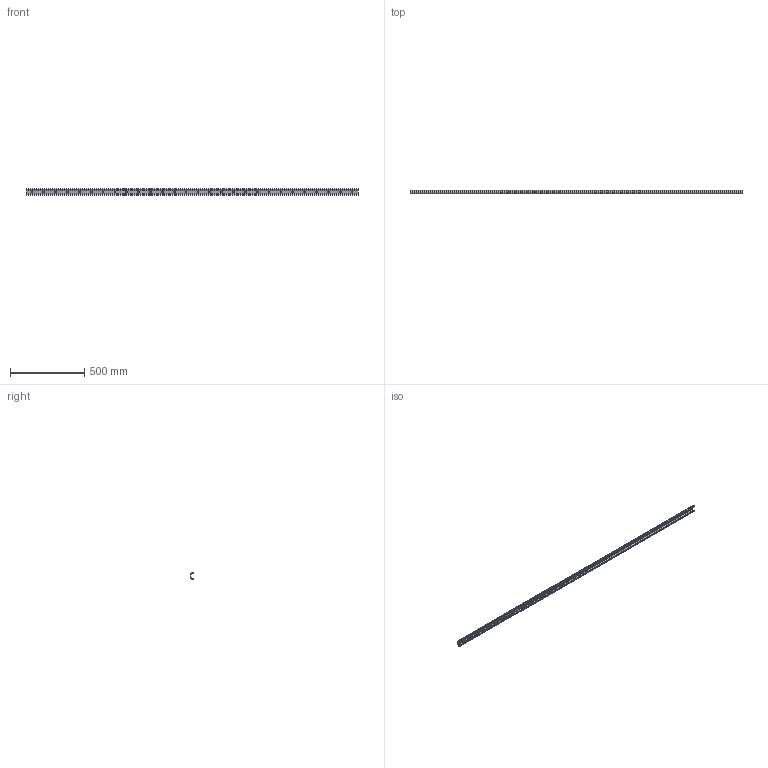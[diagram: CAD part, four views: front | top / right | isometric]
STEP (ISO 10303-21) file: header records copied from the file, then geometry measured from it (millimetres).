
FILE_DESCRIPTION (( 'STEP AP214' ), '1' );
FILE_NAME ('S-LBX 45-2240.STEP', '2023-11-14T08:24:36', ( '' ), ( '' ), 'SwSTEP 2.0', 'SolidWorks 2020', '' );
FILE_SCHEMA (( 'AUTOMOTIVE_DESIGN' ));
Length unit declared in the file: millimetre
Products named in the file (1): S-LBX 45-2240
Bounding box: 2240 x 22.67 x 45.14 mm (x, y, z)
Volume: 627458.4 mm3; surface area: 332866.6 mm2
Topology: 1 solids, 1 shells, 143 faces, 423 edges, 282 vertices
Faces by surface type: plane 72, cylinder 71
Entity records: 4965 total; most frequent: DIRECTION 853, CARTESIAN_POINT 849, ORIENTED_EDGE 846, EDGE_CURVE 423, AXIS2_PLACEMENT_3D 286, VERTEX_POINT 282, VECTOR 281, LINE 281
